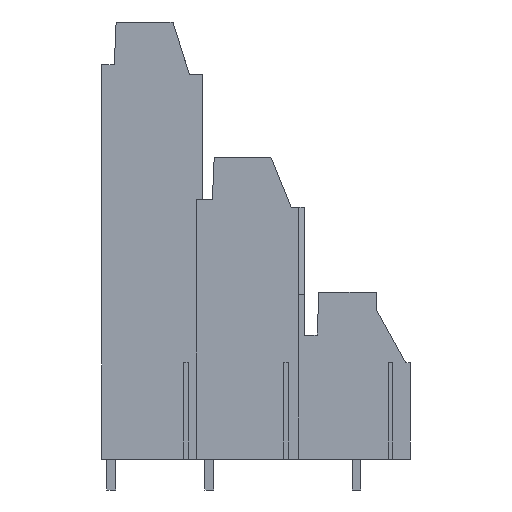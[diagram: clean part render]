
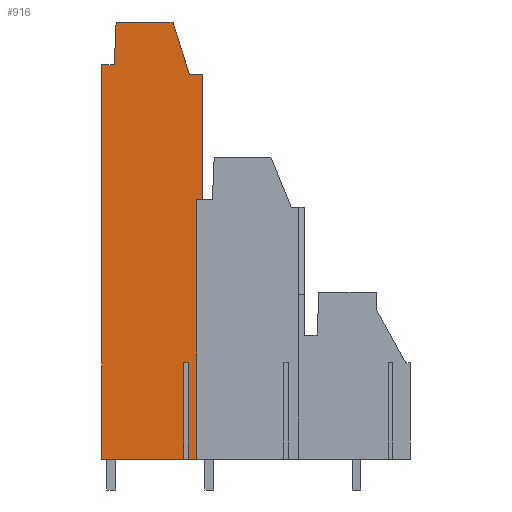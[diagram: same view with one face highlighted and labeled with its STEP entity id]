
A CAD part, left-side view. The second image highlights one B-rep face of the part: STEP entity #916.
In plain terms, the highlighted planar face has unit normal (-1, 0, 0).
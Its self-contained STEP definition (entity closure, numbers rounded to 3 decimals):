
#823=AXIS2_PLACEMENT_3D('Plane Axis2P3D',#820,#821,#822) ;
#107=CARTESIAN_POINT('Vertex',(2.54,24.592,48.47)) ;
#123=CARTESIAN_POINT('Vertex',(2.54,30.488,48.47)) ;
#126=CARTESIAN_POINT('Line Origine',(2.54,41.393,48.47)) ;
#371=CARTESIAN_POINT('Line Origine',(2.54,23.745,45.735)) ;
#375=CARTESIAN_POINT('Vertex',(2.54,22.898,43.)) ;
#794=CARTESIAN_POINT('Line Origine',(2.54,30.584,46.26)) ;
#798=CARTESIAN_POINT('Vertex',(2.54,30.681,44.05)) ;
#820=CARTESIAN_POINT('Axis2P3D Location',(2.54,21.84,31.2)) ;
#825=CARTESIAN_POINT('Line Origine',(2.54,21.811,30.05)) ;
#829=CARTESIAN_POINT('Vertex',(2.54,21.49,30.05)) ;
#831=CARTESIAN_POINT('Vertex',(2.54,22.131,30.05)) ;
#834=CARTESIAN_POINT('Line Origine',(2.54,21.49,36.525)) ;
#838=CARTESIAN_POINT('Vertex',(2.54,21.49,43.)) ;
#841=CARTESIAN_POINT('Line Origine',(2.54,22.194,43.)) ;
#846=CARTESIAN_POINT('Line Origine',(2.54,31.34,44.05)) ;
#850=CARTESIAN_POINT('Vertex',(2.54,32.,44.05)) ;
#853=CARTESIAN_POINT('Line Origine',(2.54,32.,23.625)) ;
#857=CARTESIAN_POINT('Vertex',(2.54,32.,3.2)) ;
#860=CARTESIAN_POINT('Line Origine',(2.54,27.738,3.2)) ;
#864=CARTESIAN_POINT('Vertex',(2.54,23.475,3.2)) ;
#867=CARTESIAN_POINT('Line Origine',(2.54,23.475,8.2)) ;
#871=CARTESIAN_POINT('Vertex',(2.54,23.475,13.2)) ;
#874=CARTESIAN_POINT('Line Origine',(2.54,23.25,13.2)) ;
#878=CARTESIAN_POINT('Vertex',(2.54,23.025,13.2)) ;
#881=CARTESIAN_POINT('Line Origine',(2.54,23.025,8.2)) ;
#885=CARTESIAN_POINT('Vertex',(2.54,23.025,3.2)) ;
#888=CARTESIAN_POINT('Line Origine',(2.54,22.578,3.2)) ;
#892=CARTESIAN_POINT('Vertex',(2.54,22.131,3.2)) ;
#895=CARTESIAN_POINT('Line Origine',(2.54,22.131,16.625)) ;
#127=DIRECTION('Vector Direction',(0.,1.,0.)) ;
#372=DIRECTION('Vector Direction',(0.,-0.296,-0.955)) ;
#795=DIRECTION('Vector Direction',(0.,0.044,-0.999)) ;
#821=DIRECTION('Axis2P3D Direction',(1.,0.,0.)) ;
#822=DIRECTION('Axis2P3D XDirection',(0.,1.,0.)) ;
#826=DIRECTION('Vector Direction',(0.,1.,0.)) ;
#835=DIRECTION('Vector Direction',(0.,0.,1.)) ;
#842=DIRECTION('Vector Direction',(0.,-1.,0.)) ;
#847=DIRECTION('Vector Direction',(0.,-1.,0.)) ;
#854=DIRECTION('Vector Direction',(0.,0.,1.)) ;
#861=DIRECTION('Vector Direction',(0.,1.,0.)) ;
#868=DIRECTION('Vector Direction',(0.,0.,1.)) ;
#875=DIRECTION('Vector Direction',(0.,-1.,0.)) ;
#882=DIRECTION('Vector Direction',(0.,0.,1.)) ;
#889=DIRECTION('Vector Direction',(0.,1.,0.)) ;
#896=DIRECTION('Vector Direction',(0.,0.,-1.)) ;
#128=VECTOR('Line Direction',#127,1.) ;
#373=VECTOR('Line Direction',#372,1.) ;
#796=VECTOR('Line Direction',#795,1.) ;
#827=VECTOR('Line Direction',#826,1.) ;
#836=VECTOR('Line Direction',#835,1.) ;
#843=VECTOR('Line Direction',#842,1.) ;
#848=VECTOR('Line Direction',#847,1.) ;
#855=VECTOR('Line Direction',#854,1.) ;
#862=VECTOR('Line Direction',#861,1.) ;
#869=VECTOR('Line Direction',#868,1.) ;
#876=VECTOR('Line Direction',#875,1.) ;
#883=VECTOR('Line Direction',#882,1.) ;
#890=VECTOR('Line Direction',#889,1.) ;
#897=VECTOR('Line Direction',#896,1.) ;
#901=ORIENTED_EDGE('',*,*,#833,.F.) ;
#902=ORIENTED_EDGE('',*,*,#840,.T.) ;
#903=ORIENTED_EDGE('',*,*,#845,.F.) ;
#904=ORIENTED_EDGE('',*,*,#377,.F.) ;
#905=ORIENTED_EDGE('',*,*,#130,.T.) ;
#906=ORIENTED_EDGE('',*,*,#800,.F.) ;
#907=ORIENTED_EDGE('',*,*,#852,.F.) ;
#908=ORIENTED_EDGE('',*,*,#859,.F.) ;
#909=ORIENTED_EDGE('',*,*,#866,.F.) ;
#910=ORIENTED_EDGE('',*,*,#873,.T.) ;
#911=ORIENTED_EDGE('',*,*,#880,.T.) ;
#912=ORIENTED_EDGE('',*,*,#887,.F.) ;
#913=ORIENTED_EDGE('',*,*,#894,.F.) ;
#914=ORIENTED_EDGE('',*,*,#899,.F.) ;
#916=ADVANCED_FACE('housing',(#915),#824,.F.) ;
#130=EDGE_CURVE('',#108,#124,#129,.T.) ;
#377=EDGE_CURVE('',#108,#376,#374,.T.) ;
#800=EDGE_CURVE('',#799,#124,#797,.F.) ;
#833=EDGE_CURVE('',#830,#832,#828,.T.) ;
#840=EDGE_CURVE('',#830,#839,#837,.T.) ;
#845=EDGE_CURVE('',#376,#839,#844,.T.) ;
#852=EDGE_CURVE('',#851,#799,#849,.T.) ;
#859=EDGE_CURVE('',#858,#851,#856,.T.) ;
#866=EDGE_CURVE('',#865,#858,#863,.T.) ;
#873=EDGE_CURVE('',#865,#872,#870,.T.) ;
#880=EDGE_CURVE('',#872,#879,#877,.T.) ;
#887=EDGE_CURVE('',#886,#879,#884,.T.) ;
#894=EDGE_CURVE('',#893,#886,#891,.T.) ;
#899=EDGE_CURVE('',#832,#893,#898,.T.) ;
#900=EDGE_LOOP('',(#901,#902,#903,#904,#905,#906,#907,#908,#909,#910,#911,#912,#913,#914)) ;
#915=FACE_OUTER_BOUND('',#900,.T.) ;
#129=LINE('Line',#126,#128) ;
#374=LINE('Line',#371,#373) ;
#797=LINE('Line',#794,#796) ;
#828=LINE('Line',#825,#827) ;
#837=LINE('Line',#834,#836) ;
#844=LINE('Line',#841,#843) ;
#849=LINE('Line',#846,#848) ;
#856=LINE('Line',#853,#855) ;
#863=LINE('Line',#860,#862) ;
#870=LINE('Line',#867,#869) ;
#877=LINE('Line',#874,#876) ;
#884=LINE('Line',#881,#883) ;
#891=LINE('Line',#888,#890) ;
#898=LINE('Line',#895,#897) ;
#824=PLANE('',#823) ;
#108=VERTEX_POINT('',#107) ;
#124=VERTEX_POINT('',#123) ;
#376=VERTEX_POINT('',#375) ;
#799=VERTEX_POINT('',#798) ;
#830=VERTEX_POINT('',#829) ;
#832=VERTEX_POINT('',#831) ;
#839=VERTEX_POINT('',#838) ;
#851=VERTEX_POINT('',#850) ;
#858=VERTEX_POINT('',#857) ;
#865=VERTEX_POINT('',#864) ;
#872=VERTEX_POINT('',#871) ;
#879=VERTEX_POINT('',#878) ;
#886=VERTEX_POINT('',#885) ;
#893=VERTEX_POINT('',#892) ;
